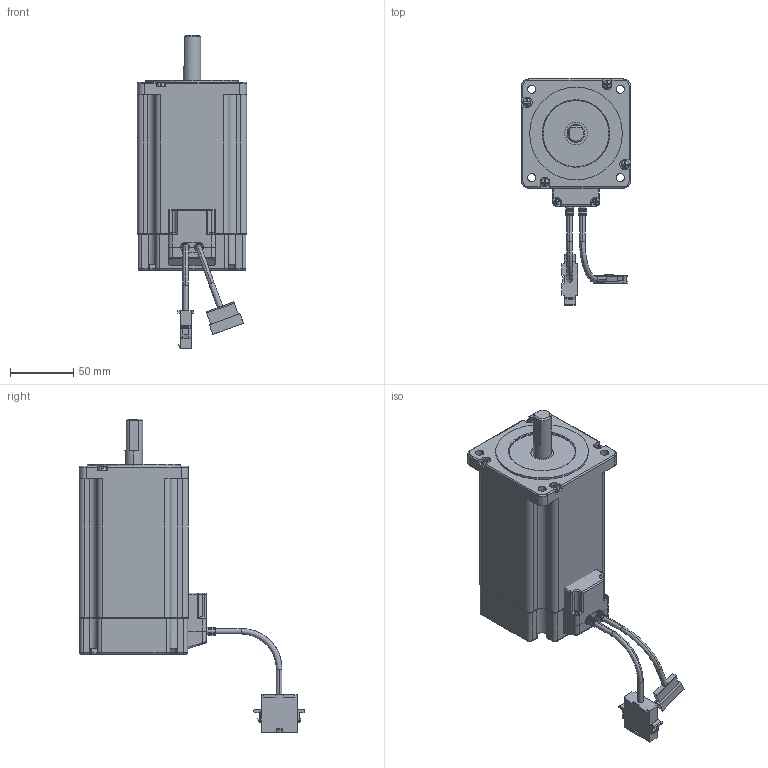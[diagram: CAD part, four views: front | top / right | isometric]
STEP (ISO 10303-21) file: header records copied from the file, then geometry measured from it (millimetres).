
FILE_DESCRIPTION (( 'STEP AP203' ), '1' );
FILE_NAME ('EzM-86L Assembly_091218.STEP', '2013-11-19T08:13:49', ( '' ), ( '' ), 'SwSTEP 2.0', 'SolidWorks 2012', '' );
FILE_SCHEMA (( 'CONFIG_CONTROL_DESIGN' ));
Length unit declared in the file: millimetre
Products named in the file (14): EzM-86L Assembly_091218; MainEzM-86M-assembly-1; Mainconnector_e-1-2; MainPower Cable 86-1-2; Main86_Encoder_Plate-1-2; MainEzM-86M-1; MainM3-screw5-1-2; MainM3-screw3-1-2; MainM3-screw2-1-2; MainM3-screw4-1-2; MainM3-screw1-1-2; MainM3-screw6-1-2; MainEZSV_86_Encoder_Cover-1-2; MainEZSV_86_cable_Cover-1-2
Assembly tree (13 placements, depth 3):
  EzM-86L Assembly_091218
    MainEzM-86M-assembly-1
      MainEZSV_86_cable_Cover-1-2
      MainEZSV_86_Encoder_Cover-1-2
      MainM3-screw6-1-2
      MainM3-screw1-1-2
      MainM3-screw4-1-2
      MainM3-screw2-1-2
      MainM3-screw3-1-2
      MainM3-screw5-1-2
      MainEzM-86M-1
      Main86_Encoder_Plate-1-2
      MainPower Cable 86-1-2
      Mainconnector_e-1-2
Bounding box: 86 x 177.76 x 247 mm (x, y, z)
Volume: 878185.7 mm3; surface area: 115403.6 mm2
Topology: 12 solids, 12 shells, 928 faces, 2474 edges, 1596 vertices
Faces by surface type: plane 522, cylinder 324, bspline 26, torus 26, sphere 24, cone 6
Entity records: 31087 total; most frequent: CARTESIAN_POINT 6055, DIRECTION 5105, ORIENTED_EDGE 4860, EDGE_CURVE 2430, AXIS2_PLACEMENT_3D 1828, VERTEX_POINT 1576, LINE 1449, VECTOR 1449
